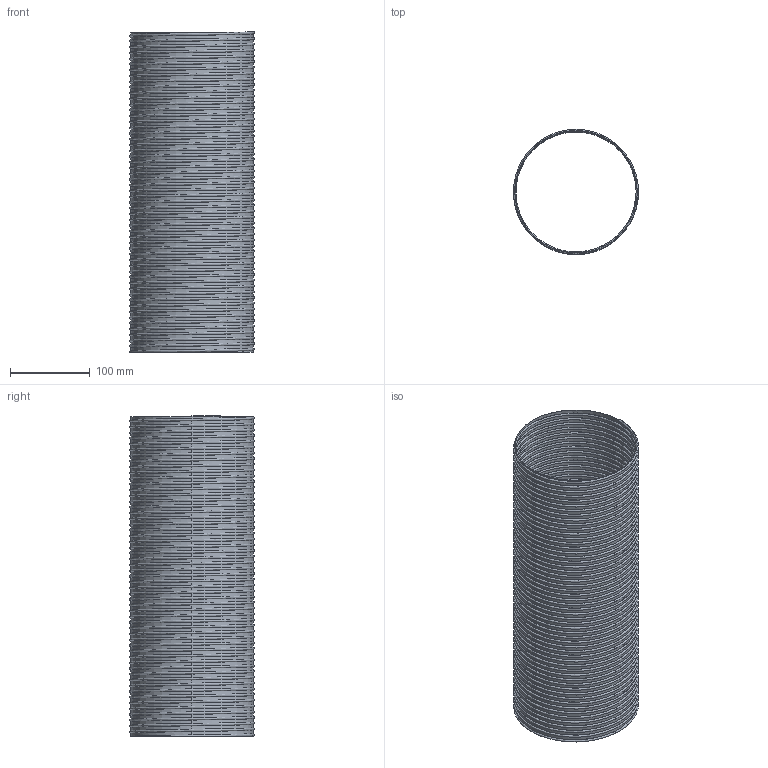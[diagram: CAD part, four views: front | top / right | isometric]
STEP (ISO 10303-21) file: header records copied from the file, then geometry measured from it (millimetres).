
FILE_DESCRIPTION(('STEP AP214'),'1');
FILE_NAME(' 152 mm.STP','2025-02-10T11:23:52',(' '),(' '),'Spatial InterOp 3D',' ',' ');
FILE_SCHEMA(('AUTOMOTIVE_DESIGN { 1 0 10303 214 1 1 1 1 }'));
Length unit declared in the file: millimetre
Products named in the file (1): Connectdec Alu 120 Flex ID _148.5x1000mm|NAUO3#Flex Alu 120 _148.5x1000mm;Sweep1
Bounding box: 156.3 x 156.3 x 401.5 mm (x, y, z)
Volume: 200402.1 mm3; surface area: 472331.4 mm2
Topology: 1 solids, 1 shells, 231 faces, 689 edges, 457 vertices
Faces by surface type: cylinder 226, plane 3, bspline 2
Entity records: 20538 total; most frequent: CARTESIAN_POINT 15653, ORIENTED_EDGE 1374, DIRECTION 707, EDGE_CURVE 687, VERTEX_POINT 457, AXIS2_PLACEMENT_3D 240, EDGE_LOOP 232, ADVANCED_FACE 231
